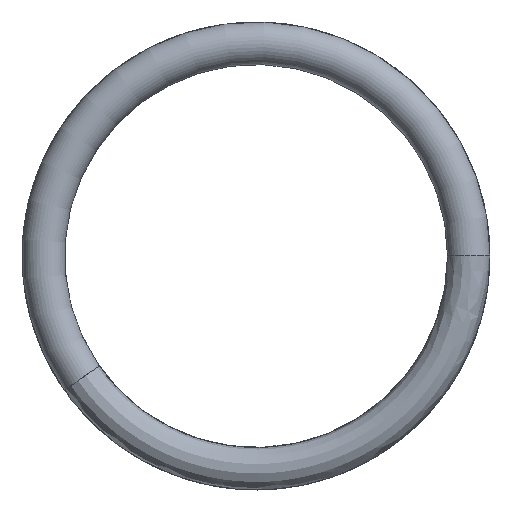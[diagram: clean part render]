
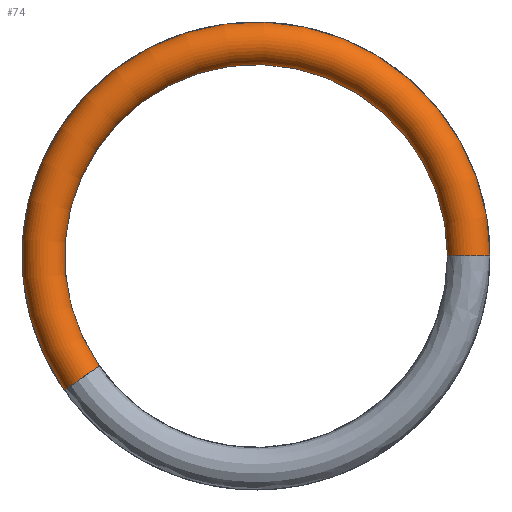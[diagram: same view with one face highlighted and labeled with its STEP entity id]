
A CAD part, front view. The second image highlights one B-rep face of the part: STEP entity #74.
In plain terms, the highlighted toroidal (fillet/blend) face has major radius 3 mm and minor radius 0.3 mm.
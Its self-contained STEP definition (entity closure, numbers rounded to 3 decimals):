
#21=FACE_OUTER_BOUND('',#26,.T.);
#26=EDGE_LOOP('',(#58,#59,#60,#61,#62));
#33=CIRCLE('',#98,0.3);
#34=CIRCLE('',#99,2.7);
#35=CIRCLE('',#100,0.3);
#36=CIRCLE('',#101,0.3);
#40=VERTEX_POINT('',#140);
#41=VERTEX_POINT('',#142);
#42=VERTEX_POINT('',#144);
#47=EDGE_CURVE('',#40,#40,#33,.T.);
#48=EDGE_CURVE('',#40,#41,#34,.T.);
#49=EDGE_CURVE('',#42,#41,#35,.T.);
#50=EDGE_CURVE('',#41,#42,#36,.T.);
#58=ORIENTED_EDGE('',*,*,#47,.F.);
#59=ORIENTED_EDGE('',*,*,#48,.T.);
#60=ORIENTED_EDGE('',*,*,#49,.F.);
#61=ORIENTED_EDGE('',*,*,#50,.F.);
#62=ORIENTED_EDGE('',*,*,#48,.F.);
#71=TOROIDAL_SURFACE('',#97,3.,0.3);
#74=ADVANCED_FACE('',(#21),#71,.T.);
#97=AXIS2_PLACEMENT_3D('',#139,#117,#118);
#98=AXIS2_PLACEMENT_3D('',#141,#119,#120);
#99=AXIS2_PLACEMENT_3D('',#143,#121,#122);
#100=AXIS2_PLACEMENT_3D('',#145,#123,#124);
#101=AXIS2_PLACEMENT_3D('',#146,#125,#126);
#117=DIRECTION('center_axis',(0.,-1.,0.));
#118=DIRECTION('ref_axis',(-0.301,0.,0.954));
#119=DIRECTION('center_axis',(0.574,0.,-0.819));
#120=DIRECTION('ref_axis',(0.819,0.,0.574));
#121=DIRECTION('center_axis',(0.,1.,0.));
#122=DIRECTION('ref_axis',(-0.301,0.,0.954));
#123=DIRECTION('center_axis',(0.,0.,-1.));
#124=DIRECTION('ref_axis',(-1.,0.,0.));
#125=DIRECTION('center_axis',(0.,0.,-1.));
#126=DIRECTION('ref_axis',(-1.,0.,0.));
#139=CARTESIAN_POINT('Origin',(0.,0.,0.));
#140=CARTESIAN_POINT('',(-2.212,0.,-1.549));
#141=CARTESIAN_POINT('Origin',(-2.457,0.,-1.721));
#142=CARTESIAN_POINT('',(2.7,0.,0.));
#143=CARTESIAN_POINT('Origin',(0.,0.,0.));
#144=CARTESIAN_POINT('',(3.3,0.,0.));
#145=CARTESIAN_POINT('Origin',(3.,0.,0.));
#146=CARTESIAN_POINT('Origin',(3.,0.,0.));
